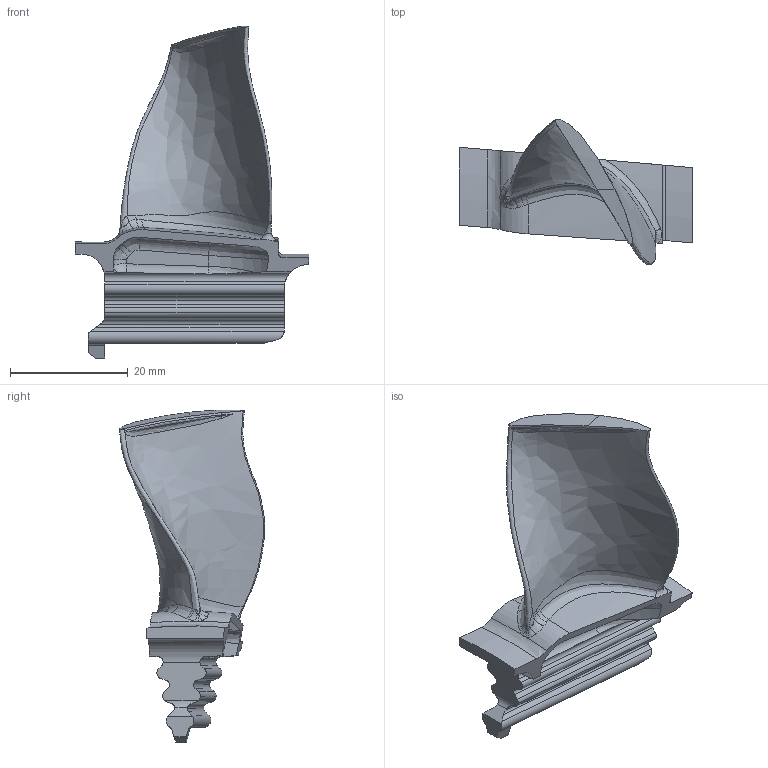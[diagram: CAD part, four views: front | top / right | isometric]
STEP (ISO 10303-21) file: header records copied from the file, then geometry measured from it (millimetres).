
FILE_DESCRIPTION (( 'STEP AP214' ), '1' );
FILE_NAME ('Part.STEP', '2022-10-13T04:42:18', ( '' ), ( '' ), 'SwSTEP 2.0', 'SolidWorks 2021', '' );
FILE_SCHEMA (( 'AUTOMOTIVE_DESIGN' ));
Length unit declared in the file: millimetre
Products named in the file (2): TD19102_yp; Part
Assembly tree (1 placements, depth 2):
  Part
    TD19102_yp
Bounding box: 39.52 x 24.62 x 56.29 mm (x, y, z)
Volume: 5902.9 mm3; surface area: 4653.3 mm2
Topology: 1 solids, 1 shells, 140 faces, 375 edges, 237 vertices
Faces by surface type: bspline 50, cylinder 42, plane 38, cone 5, torus 4, sphere 1
Entity records: 13209 total; most frequent: CARTESIAN_POINT 10300, ORIENTED_EDGE 750, DIRECTION 396, EDGE_CURVE 375, VERTEX_POINT 237, B_SPLINE_CURVE_WITH_KNOTS 158, AXIS2_PLACEMENT_3D 140, ADVANCED_FACE 140
